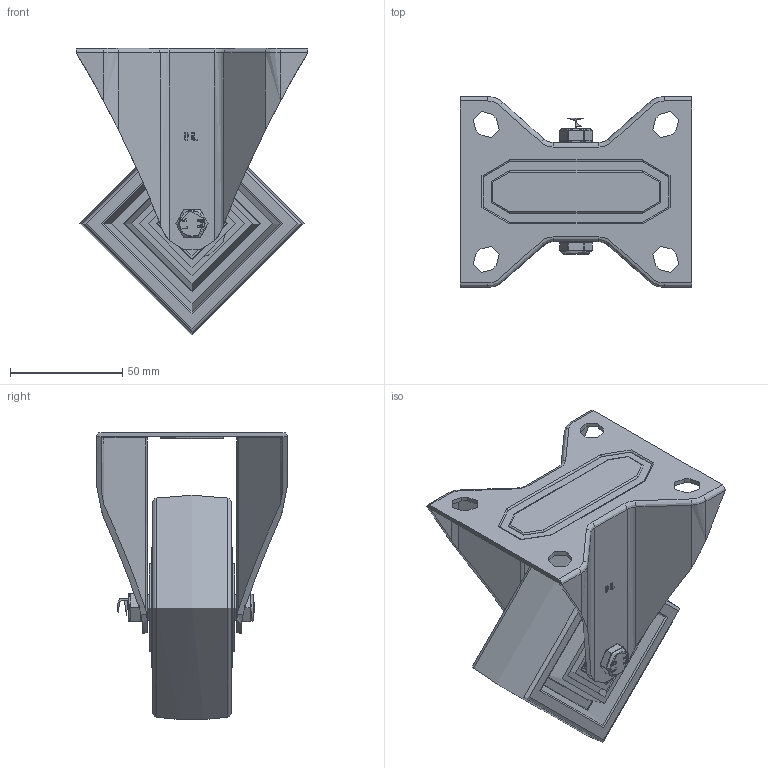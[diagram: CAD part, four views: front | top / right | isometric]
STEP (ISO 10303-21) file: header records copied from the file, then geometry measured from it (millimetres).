
FILE_DESCRIPTION(/* description */ ('','CAx-IF Rec.Pracs.---Representation and Presentation of Product Manufacturing Information (PMI)---4.0---2014-10-13'),/* implementation_level */ '2;1');
FILE_NAME(/* name */ 'BZMMF100LANBJ3.step',/* time_stamp */ '2025-01-07T11:35:38Z',/* author */ (''),/* organization */ (''),/* preprocessor_version */ 'ST-DEVELOPER v20',/* originating_system */ 'Autodesk Translation Framework v13.20.0.188',/* authorisation */ '');
FILE_SCHEMA (('AP242_MANAGED_MODEL_BASED_3D_ENGINEERING_MIM_LF { 1 0 10303 442 1 1 4 }'));
Length unit declared in the file: millimetre
Products named in the file (21): BZMMF100LANBJ3; BZMMF100AS v1; BZMMF100AS; ZINC PLATED, PRESSED STEEL BRACKET; WAN100BJM12300 v1; DITHERM WHEEL; BEARING6201; Pattern; BEARING6201 (1); Pattern (1); Component2; OUTTER; INNER; MIDDLE; RUBBER; TUBEM12X40 v1; ZINC PLATED STEEL TUBE; HEXBOLTM8X55Z8.8 v2; GRADE 8.8 ZINC PLATED BOLT; NM8GR8FULLZHT v1; M8 NUT
Assembly tree (39 placements, depth 5):
  BZMMF100LANBJ3
    BZMMF100AS v1
      BZMMF100AS
      ZINC PLATED, PRESSED STEEL BRACKET
    WAN100BJM12300 v1
      DITHERM WHEEL
      BEARING6201
        OUTTER
        INNER
        Pattern
          Component2  x7
        MIDDLE
        RUBBER  x2
      BEARING6201 (1)
        Pattern (1)
          Component2  x7
        OUTTER
        INNER
        MIDDLE
        RUBBER  x2
    TUBEM12X40 v1
      ZINC PLATED STEEL TUBE
    HEXBOLTM8X55Z8.8 v2
      GRADE 8.8 ZINC PLATED BOLT
    NM8GR8FULLZHT v1
      M8 NUT
Bounding box: 103 x 85 x 127.86 mm (x, y, z)
Volume: 252034 mm3; surface area: 94117.2 mm2
Topology: 29 solids, 29 shells, 583 faces, 1426 edges, 907 vertices
Faces by surface type: cylinder 194, plane 181, sphere 80, torus 60, bspline 49, cone 19
Full cylindrical faces by diameter (mm): 0.664 x2, 6.446 x7, 7.866 x13, 8 x2, 8.25 x2, 8.4 x1, 11.5 x1, 11.9 x1, 12 x2, 17 x2, 18.45 x8, 18.645 x4, 19.645 x4, 20.597 x2, 26.145 x4, 26.944 x2, 27.145 x4, 27.34 x8, 29 x2, 30 x1, 32 x4, 39 x2, 46.5 x2
Entity records: 23642 total; most frequent: CARTESIAN_POINT 12112, ORIENTED_EDGE 2298, DIRECTION 2289, EDGE_CURVE 1149, AXIS2_PLACEMENT_3D 943, VERTEX_POINT 727, EDGE_LOOP 544, FACE_OUTER_BOUND 473
